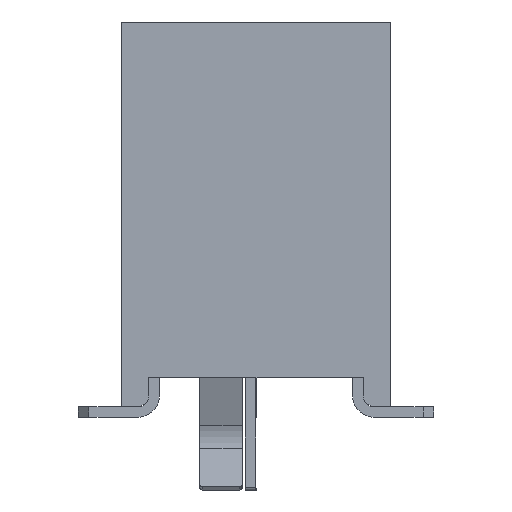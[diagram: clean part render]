
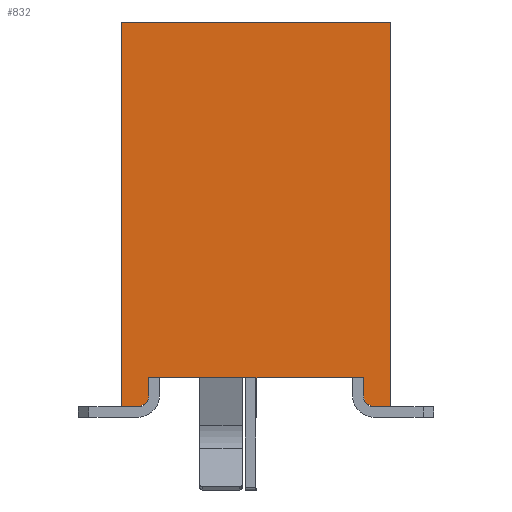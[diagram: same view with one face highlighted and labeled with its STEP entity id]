
A CAD part, left-side view. The second image highlights one B-rep face of the part: STEP entity #832.
In plain terms, the highlighted planar face has unit normal (-1, 0, 0).
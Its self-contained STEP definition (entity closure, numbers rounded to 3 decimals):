
#832 = ADVANCED_FACE( '', ( #1954 ), #1955, .T. );
#1954 = FACE_OUTER_BOUND( '', #3406, .T. );
#1955 = PLANE( '', #3407 );
#3406 = EDGE_LOOP( '', ( #5945, #5946, #5947, #5948, #5949, #5950, #5951, #5952, #5953, #5954 ) );
#3407 = AXIS2_PLACEMENT_3D( '', #5955, #5956, #5957 );
#5945 = ORIENTED_EDGE( '', *, *, #9363, .F. );
#5946 = ORIENTED_EDGE( '', *, *, #8630, .T. );
#5947 = ORIENTED_EDGE( '', *, *, #9364, .T. );
#5948 = ORIENTED_EDGE( '', *, *, #9365, .T. );
#5949 = ORIENTED_EDGE( '', *, *, #9279, .T. );
#5950 = ORIENTED_EDGE( '', *, *, #9366, .T. );
#5951 = ORIENTED_EDGE( '', *, *, #9367, .F. );
#5952 = ORIENTED_EDGE( '', *, *, #8620, .T. );
#5953 = ORIENTED_EDGE( '', *, *, #9368, .T. );
#5954 = ORIENTED_EDGE( '', *, *, #9218, .F. );
#5955 = CARTESIAN_POINT( '', ( -19.3, -2.54, -3.62 ) );
#5956 = DIRECTION( '', ( -1., 0., 0. ) );
#5957 = DIRECTION( '', ( 0., 0., 1. ) );
#8620 = EDGE_CURVE( '', #10361, #10362, #10363, .T. );
#8630 = EDGE_CURVE( '', #10379, #10380, #10381, .T. );
#9218 = EDGE_CURVE( '', #11330, #11331, #11332, .T. );
#9279 = EDGE_CURVE( '', #11433, #11431, #11434, .T. );
#9363 = EDGE_CURVE( '', #10379, #11330, #11566, .T. );
#9364 = EDGE_CURVE( '', #10380, #11567, #11568, .T. );
#9365 = EDGE_CURVE( '', #11567, #11433, #11569, .T. );
#9366 = EDGE_CURVE( '', #11431, #11570, #11571, .T. );
#9367 = EDGE_CURVE( '', #10361, #11570, #11572, .T. );
#9368 = EDGE_CURVE( '', #10362, #11331, #11573, .T. );
#10361 = VERTEX_POINT( '', #12847 );
#10362 = VERTEX_POINT( '', #12848 );
#10363 = LINE( '', #12849, #12850 );
#10379 = VERTEX_POINT( '', #12873 );
#10380 = VERTEX_POINT( '', #12874 );
#10381 = CIRCLE( '', #12875, 0.2 );
#11330 = VERTEX_POINT( '', #14262 );
#11331 = VERTEX_POINT( '', #14263 );
#11332 = LINE( '', #14264, #14265 );
#11431 = VERTEX_POINT( '', #14410 );
#11433 = VERTEX_POINT( '', #14413 );
#11434 = LINE( '', #14414, #14415 );
#11566 = LINE( '', #14619, #14620 );
#11567 = VERTEX_POINT( '', #14621 );
#11568 = LINE( '', #14622, #14623 );
#11569 = LINE( '', #14624, #14625 );
#11570 = VERTEX_POINT( '', #14626 );
#11571 = CIRCLE( '', #14627, 0.2 );
#11572 = LINE( '', #14628, #14629 );
#11573 = LINE( '', #14630, #14631 );
#12847 = CARTESIAN_POINT( '', ( -19.3, -2.54, -3.62 ) );
#12848 = CARTESIAN_POINT( '', ( -19.3, -2.54, 3.62 ) );
#12849 = CARTESIAN_POINT( '', ( -19.3, -2.54, -3.62 ) );
#12850 = VECTOR( '', #16085, 1000. );
#12873 = CARTESIAN_POINT( '', ( -19.3, 2.22, -3.62 ) );
#12874 = CARTESIAN_POINT( '', ( -19.3, 2.02, -3.42 ) );
#12875 = AXIS2_PLACEMENT_3D( '', #16093, #16094, #16095 );
#14262 = CARTESIAN_POINT( '', ( -19.3, 2.54, -3.62 ) );
#14263 = CARTESIAN_POINT( '', ( -19.3, 2.54, 3.62 ) );
#14264 = CARTESIAN_POINT( '', ( -19.3, 2.54, -3.62 ) );
#14265 = VECTOR( '', #16609, 1000. );
#14410 = CARTESIAN_POINT( '', ( -19.3, -2.02, -3.42 ) );
#14413 = CARTESIAN_POINT( '', ( -19.3, -2.02, -3.08 ) );
#14414 = CARTESIAN_POINT( '', ( -19.3, -2.02, -3.62 ) );
#14415 = VECTOR( '', #16657, 1000. );
#14619 = CARTESIAN_POINT( '', ( -19.3, -2.54, -3.62 ) );
#14620 = VECTOR( '', #16733, 1000. );
#14621 = CARTESIAN_POINT( '', ( -19.3, 2.02, -3.08 ) );
#14622 = CARTESIAN_POINT( '', ( -19.3, 2.02, -3.62 ) );
#14623 = VECTOR( '', #16734, 1000. );
#14624 = CARTESIAN_POINT( '', ( -19.3, -2.54, -3.08 ) );
#14625 = VECTOR( '', #16735, 1000. );
#14626 = CARTESIAN_POINT( '', ( -19.3, -2.22, -3.62 ) );
#14627 = AXIS2_PLACEMENT_3D( '', #16736, #16737, #16738 );
#14628 = CARTESIAN_POINT( '', ( -19.3, -2.54, -3.62 ) );
#14629 = VECTOR( '', #16739, 1000. );
#14630 = CARTESIAN_POINT( '', ( -19.3, -2.54, 3.62 ) );
#14631 = VECTOR( '', #16740, 1000. );
#16085 = DIRECTION( '', ( 0., 0., 1. ) );
#16093 = CARTESIAN_POINT( '', ( -19.3, 2.22, -3.42 ) );
#16094 = DIRECTION( '', ( -1., 0., 0. ) );
#16095 = DIRECTION( '', ( 0., 0., 1. ) );
#16609 = DIRECTION( '', ( 0., 0., 1. ) );
#16657 = DIRECTION( '', ( 0., 0., -1. ) );
#16733 = DIRECTION( '', ( 0., 1., 0. ) );
#16734 = DIRECTION( '', ( 0., 0., 1. ) );
#16735 = DIRECTION( '', ( 0., -1., 0. ) );
#16736 = CARTESIAN_POINT( '', ( -19.3, -2.22, -3.42 ) );
#16737 = DIRECTION( '', ( -1., 0., 0. ) );
#16738 = DIRECTION( '', ( 0., 0., 1. ) );
#16739 = DIRECTION( '', ( 0., 1., 0. ) );
#16740 = DIRECTION( '', ( 0., 1., 0. ) );
